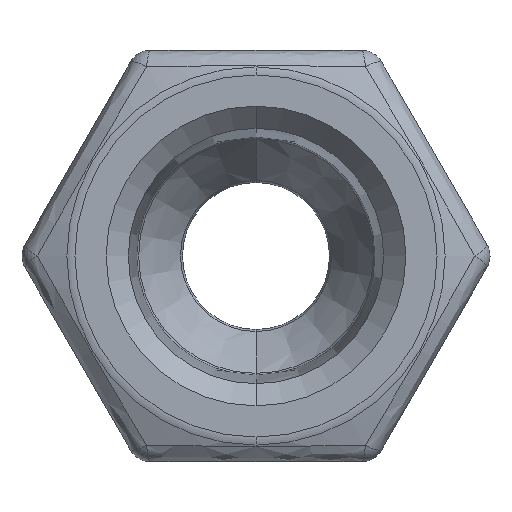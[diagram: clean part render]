
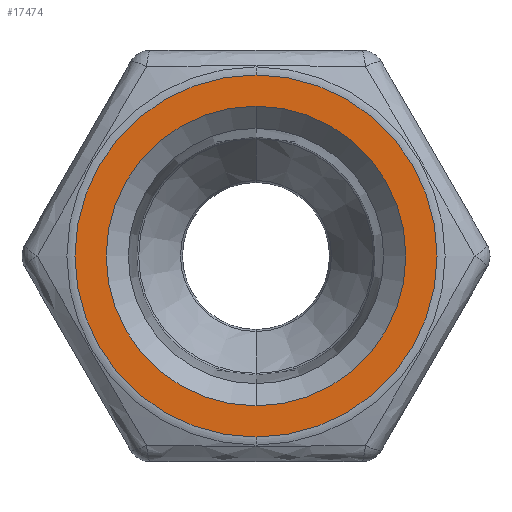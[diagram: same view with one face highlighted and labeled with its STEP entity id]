
A CAD part, left-side view. The second image highlights one B-rep face of the part: STEP entity #17474.
In plain terms, the highlighted planar face has unit normal (-1, 0, 0).
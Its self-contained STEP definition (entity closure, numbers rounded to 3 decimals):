
#495 = FACE_BOUND ( 'NONE', #1322, .T. ) ;
#757 = DIRECTION ( 'NONE',  ( 0., 0., 1. ) ) ;
#985 = CIRCLE ( 'NONE', #6663, 6.159 ) ;
#1322 = EDGE_LOOP ( 'NONE', ( #4973, #2747 ) ) ;
#2163 = AXIS2_PLACEMENT_3D ( 'NONE', #15616, #5263, #757 ) ;
#2747 = ORIENTED_EDGE ( 'NONE', *, *, #11187, .F. ) ;
#3212 = VERTEX_POINT ( 'NONE', #8804 ) ;
#3411 = CARTESIAN_POINT ( 'NONE',  ( 0., 0., 0. ) ) ;
#3556 = CARTESIAN_POINT ( 'NONE',  ( 0., 0., 0. ) ) ;
#4183 = DIRECTION ( 'NONE',  ( 1., 0., 0. ) ) ;
#4251 = DIRECTION ( 'NONE',  ( 0., 0., -1. ) ) ;
#4467 = AXIS2_PLACEMENT_3D ( 'NONE', #3411, #7782, #13781 ) ;
#4508 = CARTESIAN_POINT ( 'NONE',  ( 0., 0., -6.159 ) ) ;
#4973 = ORIENTED_EDGE ( 'NONE', *, *, #12459, .F. ) ;
#5263 = DIRECTION ( 'NONE',  ( -1., 0., 0. ) ) ;
#5297 = CARTESIAN_POINT ( 'NONE',  ( 0., 0., 6.159 ) ) ;
#5636 = CARTESIAN_POINT ( 'NONE',  ( 0., 5.096, 0. ) ) ;
#5657 = CIRCLE ( 'NONE', #4467, 6.159 ) ;
#6231 = AXIS2_PLACEMENT_3D ( 'NONE', #3556, #16989, #9564 ) ;
#6507 = CARTESIAN_POINT ( 'NONE',  ( 0., 0., 0. ) ) ;
#6663 = AXIS2_PLACEMENT_3D ( 'NONE', #6507, #18674, #14059 ) ;
#6717 = ORIENTED_EDGE ( 'NONE', *, *, #16933, .T. ) ;
#7297 = VERTEX_POINT ( 'NONE', #5297 ) ;
#7782 = DIRECTION ( 'NONE',  ( -1., 0., 0. ) ) ;
#7946 = CARTESIAN_POINT ( 'NONE',  ( 0., 0., 5.096 ) ) ;
#8804 = CARTESIAN_POINT ( 'NONE',  ( 0., 0., -5.096 ) ) ;
#9564 = DIRECTION ( 'NONE',  ( 0., 0., 1. ) ) ;
#9584 = FACE_OUTER_BOUND ( 'NONE', #18345, .T. ) ;
#11185 = AXIS2_PLACEMENT_3D ( 'NONE', #5636, #4183, #4251 ) ;
#11187 = EDGE_CURVE ( 'NONE', #3212, #16653, #16195, .T. ) ;
#11492 = ORIENTED_EDGE ( 'NONE', *, *, #15127, .T. ) ;
#12459 = EDGE_CURVE ( 'NONE', #16653, #3212, #14142, .T. ) ;
#13242 = PLANE ( 'NONE',  #11185 ) ;
#13781 = DIRECTION ( 'NONE',  ( 0., 0., -1. ) ) ;
#14059 = DIRECTION ( 'NONE',  ( 0., 0., -1. ) ) ;
#14142 = CIRCLE ( 'NONE', #2163, 5.096 ) ;
#15127 = EDGE_CURVE ( 'NONE', #7297, #17541, #5657, .T. ) ;
#15616 = CARTESIAN_POINT ( 'NONE',  ( 0., 0., 0. ) ) ;
#16195 = CIRCLE ( 'NONE', #6231, 5.096 ) ;
#16653 = VERTEX_POINT ( 'NONE', #7946 ) ;
#16933 = EDGE_CURVE ( 'NONE', #17541, #7297, #985, .T. ) ;
#16989 = DIRECTION ( 'NONE',  ( -1., 0., 0. ) ) ;
#17474 = ADVANCED_FACE ( 'NONE', ( #9584, #495 ), #13242, .F. ) ;
#17541 = VERTEX_POINT ( 'NONE', #4508 ) ;
#18345 = EDGE_LOOP ( 'NONE', ( #6717, #11492 ) ) ;
#18674 = DIRECTION ( 'NONE',  ( -1., 0., 0. ) ) ;
